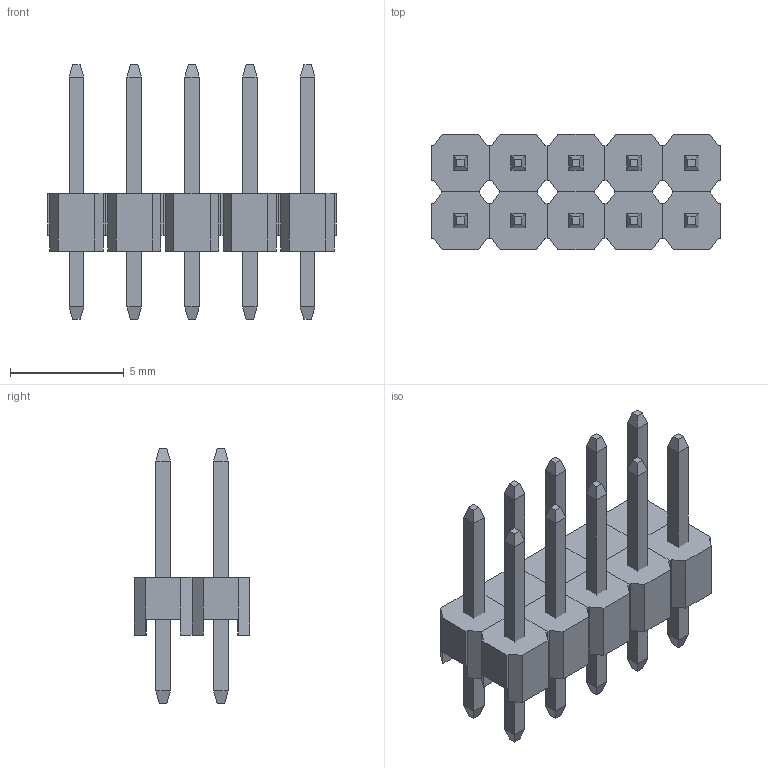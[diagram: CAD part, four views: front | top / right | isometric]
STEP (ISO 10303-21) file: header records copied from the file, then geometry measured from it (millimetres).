
FILE_DESCRIPTION(('FreeCAD Model'),'2;1');
FILE_NAME('2x5-male-pin-header.step', '2014-12-28T21:07:39',('FreeCAD'),('FreeCAD'), 'Open CASCADE STEP processor 6.7','FreeCAD','Unknown');
FILE_SCHEMA(('AUTOMOTIVE_DESIGN_CC2 { 1 2 10303 214 -1 1 5 4 }'));
Length unit declared in the file: millimetre
Products named in the file (1): 2x5-male-pin-header
Bounding box: 12.7 x 5.08 x 11.2 mm (x, y, z)
Volume: 166.7 mm3; surface area: 642.1 mm2
Topology: 20 solids, 20 shells, 360 faces, 840 edges, 520 vertices
Faces by surface type: plane 280, bspline 80
Entity records: 22959 total; most frequent: CARTESIAN_POINT 3981, DIRECTION 2742, LINE 2180, VECTOR 2180, ORIENTED_EDGE 1680, PCURVE 1680, DEFINITIONAL_REPRESENTATION 1680, EDGE_CURVE 840
